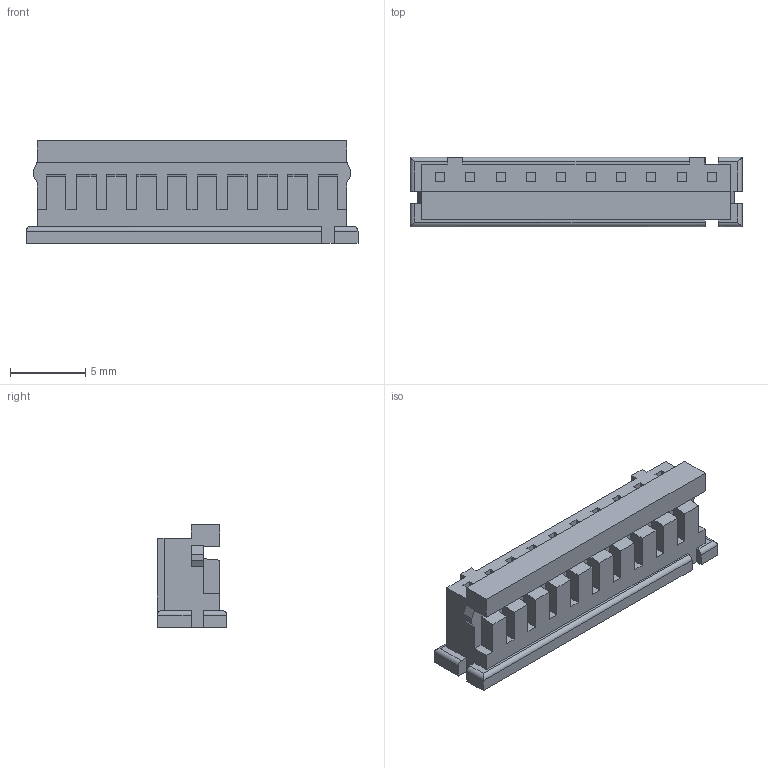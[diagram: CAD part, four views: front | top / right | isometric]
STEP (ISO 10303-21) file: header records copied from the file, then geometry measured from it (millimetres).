
FILE_DESCRIPTION(('OneSpaceDesigner STEP Export'),'2;1');
FILE_NAME('DF3-10S-2C.stp','2008-02-07T19:09:31',(''),(''),'OneSpace Designer STEP processor for AP214 (Solid Model)','OneSpace Modeling 15.00A 14-Mar-2007 (C) CoCreate Software GmbH','');
FILE_SCHEMA(('AUTOMOTIVE_DESIGN { 1 0 10303 214 1 1 1 1 }'));
Length unit declared in the file: millimetre
Products named in the file (2): DF3-10S-2C_Èª
Assembly tree (1 placements, depth 2):
  DF3-10S-2C_Èª
    DF3-10S-2C_Èª
Bounding box: 22 x 4.6 x 6.8 mm (x, y, z)
Volume: 453.7 mm3; surface area: 672.7 mm2
Topology: 1 solids, 21 shells, 338 faces, 825 edges, 548 vertices
Faces by surface type: plane 328, cylinder 10
Entity records: 9477 total; most frequent: CARTESIAN_POINT 1662, ORIENTED_EDGE 1650, DIRECTION 1429, EDGE_CURVE 825, VECTOR 799, LINE 799, VERTEX_POINT 548, EDGE_LOOP 357
